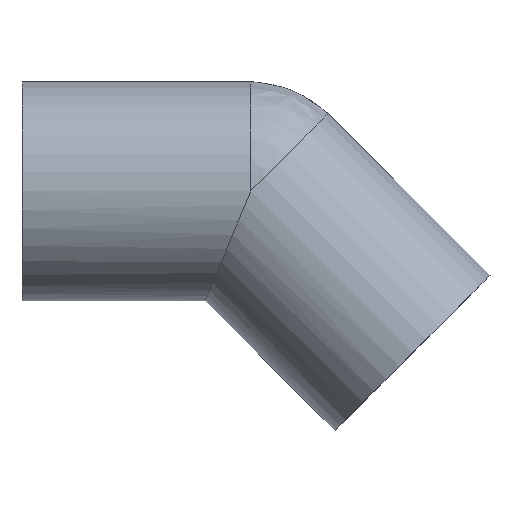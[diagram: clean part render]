
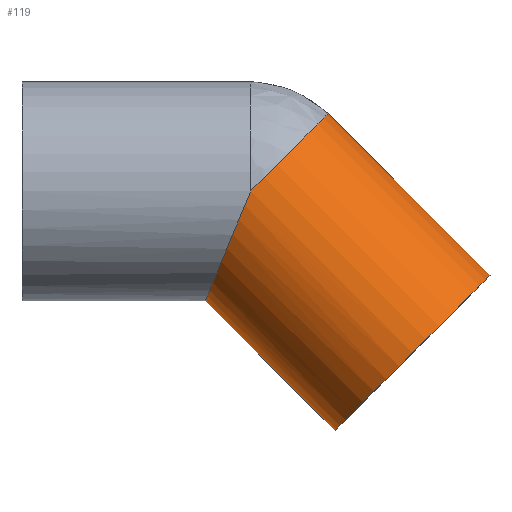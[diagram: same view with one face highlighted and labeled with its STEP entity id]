
A CAD part, top view. The second image highlights one B-rep face of the part: STEP entity #119.
In plain terms, the highlighted cylindrical face has radius 62.5 mm (diameter 125 mm), a partial arc.
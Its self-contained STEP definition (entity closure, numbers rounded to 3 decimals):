
#105 = EDGE_CURVE( '', #161, #127, #245, .T. );
#115 = VERTEX_POINT( '', #256 );
#119 = ADVANCED_FACE( '', ( #260 ), #261, .T. );
#127 = VERTEX_POINT( '', #269 );
#129 = EDGE_CURVE( '', #127, #141, #271, .T. );
#141 = VERTEX_POINT( '', #285 );
#143 = EDGE_CURVE( '', #161, #169, #287, .T. );
#149 = EDGE_CURVE( '', #115, #141, #293, .T. );
#161 = VERTEX_POINT( '', #305 );
#169 = VERTEX_POINT( '', #314 );
#199 = EDGE_CURVE( '', #169, #115, #347, .T. );
#245 = ELLIPSE( '', #388, 67.65, 62.5 );
#256 = CARTESIAN_POINT( '', ( 266.972, -48.083, 0. ) );
#260 = FACE_OUTER_BOUND( '', #406, .T. );
#261 = CYLINDRICAL_SURFACE( '', #407, 62.5 );
#269 = CARTESIAN_POINT( '', ( 130.5, 0., 62.5 ) );
#271 = CIRCLE( '', #421, 62.5 );
#285 = CARTESIAN_POINT( '', ( 174.694, 44.194, 0. ) );
#287 = LINE( '', #442, #443 );
#293 = LINE( '', #452, #453 );
#305 = CARTESIAN_POINT( '', ( 104.612, -62.5, 0. ) );
#314 = CARTESIAN_POINT( '', ( 178.583, -136.472, 0. ) );
#347 = CIRCLE( '', #520, 62.5 );
#388 = AXIS2_PLACEMENT_3D( '', #573, #574, #575 );
#406 = EDGE_LOOP( '', ( #595, #596, #597, #598, #599 ) );
#407 = AXIS2_PLACEMENT_3D( '', #600, #601, #602 );
#421 = AXIS2_PLACEMENT_3D( '', #607, #608, #609 );
#442 = CARTESIAN_POINT( '', ( 132.445, -90.333, 0. ) );
#443 = VECTOR( '', #634, 1. );
#452 = CARTESIAN_POINT( '', ( 220.833, -1.945, 0. ) );
#453 = VECTOR( '', #641, 1. );
#520 = AXIS2_PLACEMENT_3D( '', #692, #693, #694 );
#573 = CARTESIAN_POINT( '', ( 130.5, 0., 0. ) );
#574 = DIRECTION( '', ( -0.924, 0.383, 0. ) );
#575 = DIRECTION( '', ( 0.383, 0.924, 0. ) );
#595 = ORIENTED_EDGE( '', *, *, #149, .T. );
#596 = ORIENTED_EDGE( '', *, *, #129, .F. );
#597 = ORIENTED_EDGE( '', *, *, #105, .F. );
#598 = ORIENTED_EDGE( '', *, *, #143, .T. );
#599 = ORIENTED_EDGE( '', *, *, #199, .T. );
#600 = CARTESIAN_POINT( '', ( 176.639, -46.139, 0. ) );
#601 = DIRECTION( '', ( 0.707, -0.707, 0. ) );
#602 = DIRECTION( '', ( 0.707, 0.707, 0. ) );
#607 = CARTESIAN_POINT( '', ( 130.5, 0., 0. ) );
#608 = DIRECTION( '', ( -0.707, 0.707, 0. ) );
#609 = DIRECTION( '', ( 0.707, 0.707, 0. ) );
#634 = DIRECTION( '', ( 0.707, -0.707, 0. ) );
#641 = DIRECTION( '', ( -0.707, 0.707, 0. ) );
#692 = CARTESIAN_POINT( '', ( 222.777, -92.277, 0. ) );
#693 = DIRECTION( '', ( -0.707, 0.707, 0. ) );
#694 = DIRECTION( '', ( 0.707, 0.707, 0. ) );
